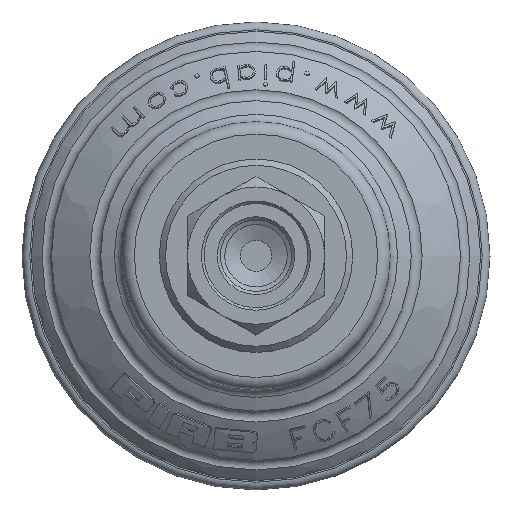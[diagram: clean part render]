
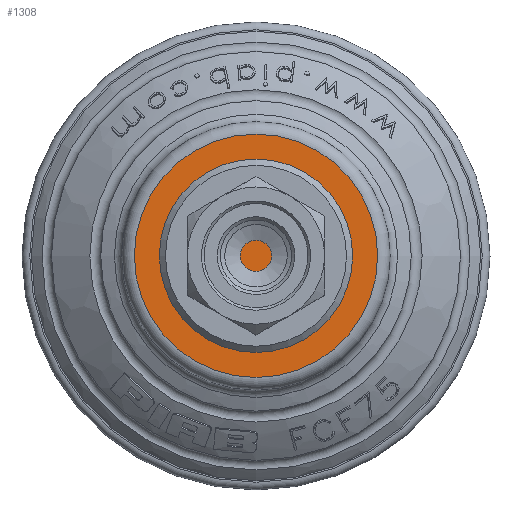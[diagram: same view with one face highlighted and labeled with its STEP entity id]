
A CAD part, top view. The second image highlights one B-rep face of the part: STEP entity #1308.
In plain terms, the highlighted planar face has unit normal (0, 0, 1).
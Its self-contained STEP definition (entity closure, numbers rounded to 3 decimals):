
#1308 = ADVANCED_FACE( '', ( #3335 ), #3336, .F. );
#3335 = FACE_OUTER_BOUND( '', #6271, .T. );
#3336 = PLANE( '', #6272 );
#6271 = EDGE_LOOP( '', ( #10506 ) );
#6272 = AXIS2_PLACEMENT_3D( '', #10507, #10508, #10509 );
#10506 = ORIENTED_EDGE( '', *, *, #18607, .T. );
#10507 = CARTESIAN_POINT( '', ( 0., -15.5, 0.5 ) );
#10508 = DIRECTION( '', ( 0., 0., -1. ) );
#10509 = DIRECTION( '', ( -1., 0., 0. ) );
#18607 = EDGE_CURVE( '', #22435, #22435, #22436, .F. );
#22435 = VERTEX_POINT( '', #28243 );
#22436 = CIRCLE( '', #28244, 19.5 );
#28243 = CARTESIAN_POINT( '', ( -19.5, 0., 0.5 ) );
#28244 = AXIS2_PLACEMENT_3D( '', #36900, #36901, #36902 );
#36900 = CARTESIAN_POINT( '', ( 0., 0., 0.5 ) );
#36901 = DIRECTION( '', ( 0., 0., -1. ) );
#36902 = DIRECTION( '', ( -1., 0., 0. ) );
